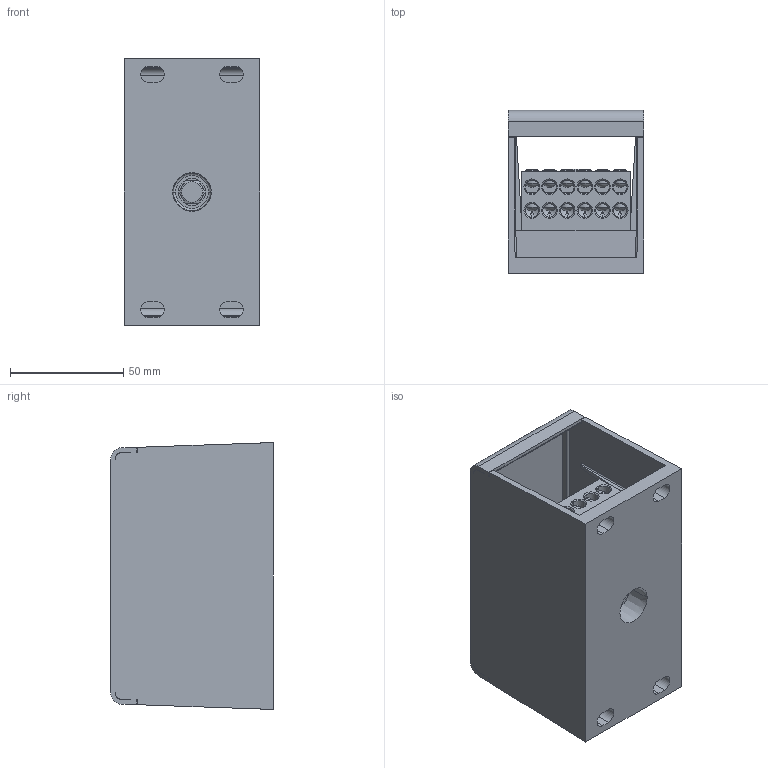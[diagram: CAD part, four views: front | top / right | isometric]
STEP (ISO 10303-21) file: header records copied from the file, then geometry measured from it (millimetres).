
FILE_DESCRIPTION((''),'2;1');
FILE_NAME('2YB672066','2023-07-26T',('Administrator'),(''),'PRO/ENGINEER BY PARAMETRIC TECHNOLOGY CORPORATION, 2013230','PRO/ENGINEER BY PARAMETRIC TECHNOLOGY CORPORATION, 2013230','');
FILE_SCHEMA(('CONFIG_CONTROL_DESIGN'));
Length unit declared in the file: millimetre
Products named in the file (1): 2YB672066
Bounding box: 60 x 72 x 118 mm (x, y, z)
Volume: 222808.4 mm3; surface area: 78896.8 mm2
Topology: 1 solids, 3 shells, 644 faces, 1734 edges, 1058 vertices
Faces by surface type: plane 290, cylinder 182, cone 140, sphere 28, torus 4
Entity records: 23846 total; most frequent: CARTESIAN_POINT 4488, ORIENTED_EDGE 3320, DIRECTION 3286, EDGE_CURVE 1660, AXIS2_PLACEMENT_3D 1180, VERTEX_POINT 1058, VECTOR 926, LINE 926
